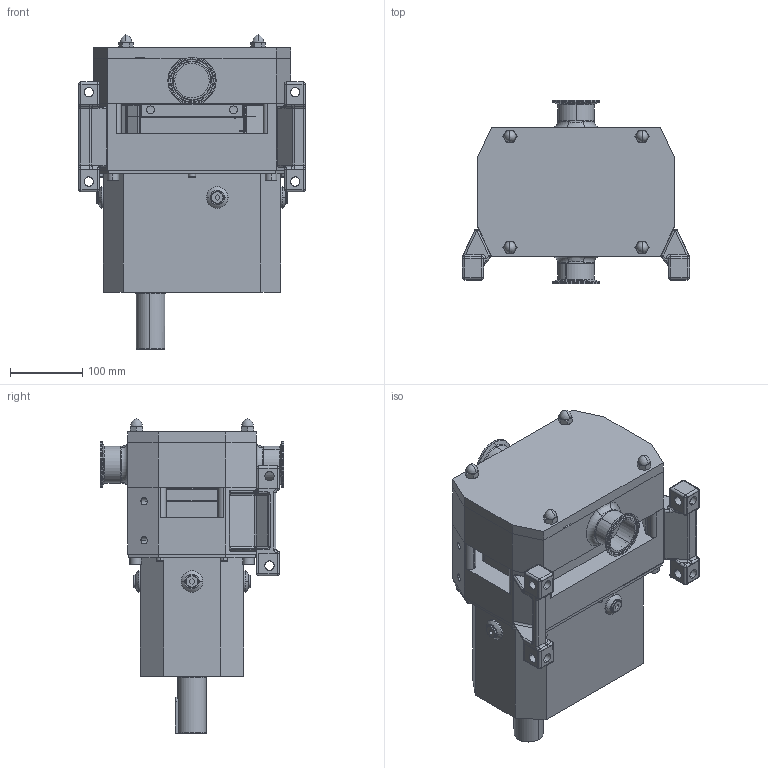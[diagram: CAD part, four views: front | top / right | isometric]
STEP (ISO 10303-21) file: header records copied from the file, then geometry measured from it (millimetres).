
FILE_DESCRIPTION (( 'STEP AP214' ), '1' );
FILE_NAME ('SLDL-TC-LEFT.STEP', '2022-05-13T13:20:17', ( '' ), ( '' ), 'SwSTEP 2.0', 'SolidWorks 2021', '' );
FILE_SCHEMA (( 'AUTOMOTIVE_DESIGN' ));
Length unit declared in the file: millimetre
Products named in the file (3): Copy of SLDL-0528 V LHD^GA4204; Copy (2) of Z94-5121-33 - 2 INCH^GA4204; SLDL-TC-LEFT
Assembly tree (3 placements, depth 2):
  SLDL-TC-LEFT
    Copy of SLDL-0528 V LHD^GA4204
    Copy (2) of Z94-5121-33 - 2 INCH^GA4204  x2
Bounding box: 314.96 x 254 x 435.35 mm (x, y, z)
Volume: 13318541 mm3; surface area: 648974.7 mm2
Topology: 11 solids, 11 shells, 951 faces, 2313 edges, 1370 vertices
Faces by surface type: plane 369, cylinder 313, torus 112, cone 83, bspline 40, sphere 34
Entity records: 29261 total; most frequent: CARTESIAN_POINT 7828, DIRECTION 4493, ORIENTED_EDGE 4438, EDGE_CURVE 2219, AXIS2_PLACEMENT_3D 1685, VERTEX_POINT 1338, VECTOR 1123, LINE 1123
